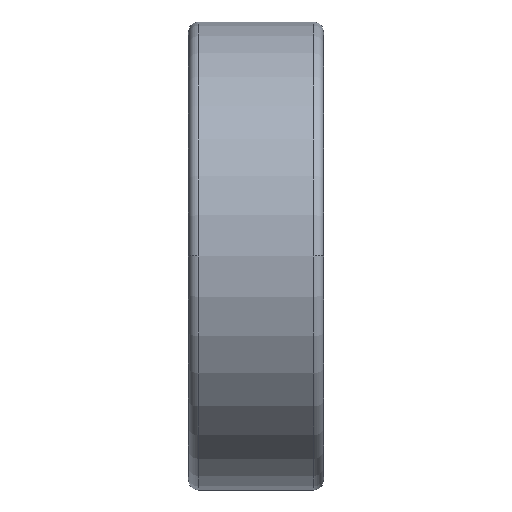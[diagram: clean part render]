
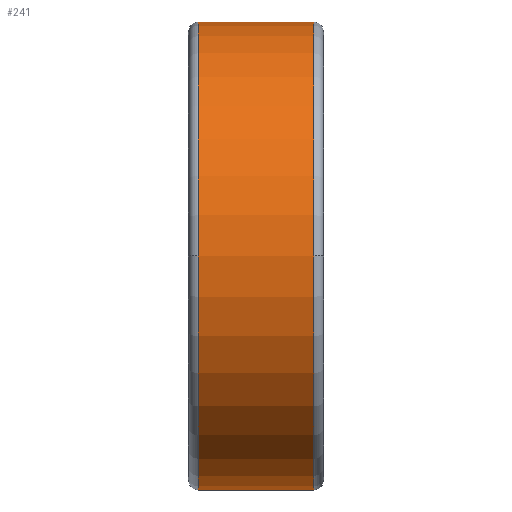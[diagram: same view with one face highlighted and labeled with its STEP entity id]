
A CAD part, front view. The second image highlights one B-rep face of the part: STEP entity #241.
In plain terms, the highlighted cylindrical face has radius 26 mm (diameter 52 mm), a partial arc.
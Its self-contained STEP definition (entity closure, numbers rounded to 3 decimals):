
#241=ADVANCED_FACE('',(#452),#453,.T.);
#452=FACE_OUTER_BOUND('',#705,.T.);
#453=CYLINDRICAL_SURFACE('',#706,26.0);
#705=EDGE_LOOP('',(#1075,#1076,#1077,#1078,#1079,#1080));
#706=AXIS2_PLACEMENT_3D('',#1081,#1082,#1083);
#1075=ORIENTED_EDGE('',*,*,#1415,.F.);
#1076=ORIENTED_EDGE('',*,*,#1416,.T.);
#1077=ORIENTED_EDGE('',*,*,#1417,.T.);
#1078=ORIENTED_EDGE('',*,*,#1418,.F.);
#1079=ORIENTED_EDGE('',*,*,#1419,.F.);
#1080=ORIENTED_EDGE('',*,*,#1410,.F.);
#1081=CARTESIAN_POINT('',(7.5,0.0,0.0));
#1082=DIRECTION('',(1.0,0.0,-0.0));
#1083=DIRECTION('',(0.0,0.,1.0));
#1410=EDGE_CURVE('',#1664,#1666,#1667,.T.);
#1415=EDGE_CURVE('',#1674,#1664,#1675,.T.);
#1416=EDGE_CURVE('',#1674,#1676,#1677,.T.);
#1417=EDGE_CURVE('',#1676,#1678,#1679,.T.);
#1418=EDGE_CURVE('',#1680,#1678,#1681,.T.);
#1419=EDGE_CURVE('',#1666,#1680,#1682,.T.);
#1664=VERTEX_POINT('',#1970);
#1666=VERTEX_POINT('',#1972);
#1667=CIRCLE('',#1973,26.0);
#1674=VERTEX_POINT('',#1980);
#1675=LINE('',#1981,#1982);
#1676=VERTEX_POINT('',#1983);
#1677=CIRCLE('',#1984,26.0);
#1678=VERTEX_POINT('',#1985);
#1679=CIRCLE('',#1986,26.0);
#1680=VERTEX_POINT('',#1987);
#1681=LINE('',#1988,#1989);
#1682=CIRCLE('',#1990,26.0);
#1970=CARTESIAN_POINT('',(13.9,0.,26.0));
#1972=CARTESIAN_POINT('',(13.9,-26.0,0.));
#1973=AXIS2_PLACEMENT_3D('',#2325,#2326,#2327);
#1980=CARTESIAN_POINT('',(1.1,0.,26.0));
#1981=CARTESIAN_POINT('',(7.5,0.,26.0));
#1982=VECTOR('',#2337,1.0);
#1983=CARTESIAN_POINT('',(1.1,-26.0,0.));
#1984=AXIS2_PLACEMENT_3D('',#2338,#2339,#2340);
#1985=CARTESIAN_POINT('',(1.1,0.,-26.0));
#1986=AXIS2_PLACEMENT_3D('',#2341,#2342,#2343);
#1987=CARTESIAN_POINT('',(13.9,0.,-26.0));
#1988=CARTESIAN_POINT('',(7.5,0.,-26.0));
#1989=VECTOR('',#2344,1.0);
#1990=AXIS2_PLACEMENT_3D('',#2345,#2346,#2347);
#2325=CARTESIAN_POINT('',(13.9,0.0,0.0));
#2326=DIRECTION('',(1.0,0.0,-0.0));
#2327=DIRECTION('',(0.0,0.,1.0));
#2337=DIRECTION('',(1.0,0.0,0.0));
#2338=CARTESIAN_POINT('',(1.1,0.0,0.0));
#2339=DIRECTION('',(1.0,0.0,-0.0));
#2340=DIRECTION('',(0.0,0.,1.0));
#2341=CARTESIAN_POINT('',(1.1,0.0,0.0));
#2342=DIRECTION('',(1.0,0.0,-0.0));
#2343=DIRECTION('',(0.0,0.,1.0));
#2344=DIRECTION('',(-1.0,-0.0,-0.0));
#2345=CARTESIAN_POINT('',(13.9,0.0,0.0));
#2346=DIRECTION('',(1.0,0.0,-0.0));
#2347=DIRECTION('',(0.0,0.,1.0));
